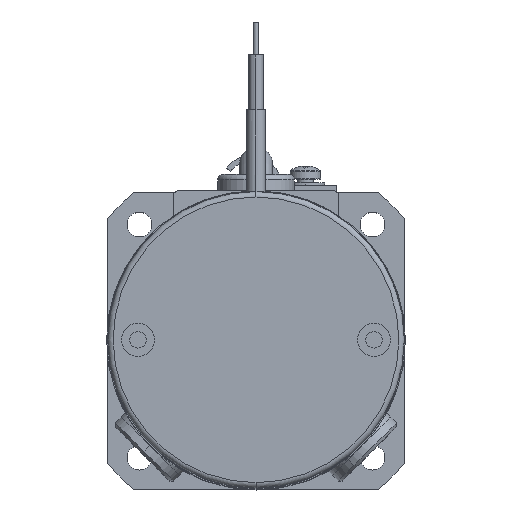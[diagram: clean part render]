
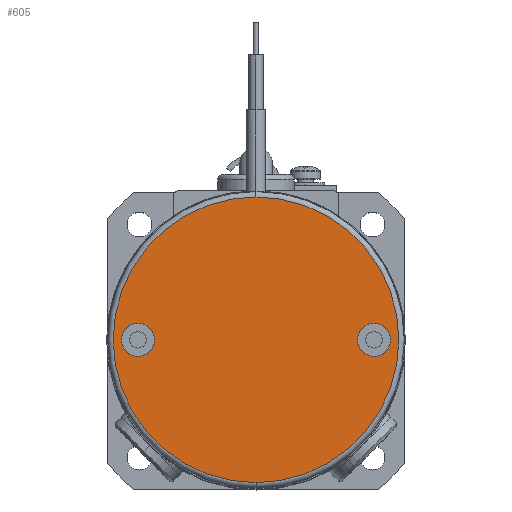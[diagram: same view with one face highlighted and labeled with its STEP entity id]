
A CAD part, top view. The second image highlights one B-rep face of the part: STEP entity #605.
In plain terms, the highlighted planar face has unit normal (0, 0, 1).
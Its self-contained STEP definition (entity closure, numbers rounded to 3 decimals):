
#36 = AXIS2_PLACEMENT_3D ( 'NONE', #1973, #123, #3406 ) ;
#123 = DIRECTION ( 'NONE',  ( 0., 0., 1. ) ) ;
#136 = CARTESIAN_POINT ( 'NONE',  ( 0., 0., 75. ) ) ;
#600 = PLANE ( 'NONE',  #36 ) ;
#605 = ADVANCED_FACE ( 'Defeature ausgef�hrt1_28', ( #4580, #3285, #3237 ), #600, .T. ) ;
#626 = AXIS2_PLACEMENT_3D ( 'NONE', #136, #1294, #1389 ) ;
#671 = VERTEX_POINT ( 'NONE', #687 ) ;
#687 = CARTESIAN_POINT ( 'NONE',  ( 21.5, -3., 75. ) ) ;
#752 = EDGE_LOOP ( 'NONE', ( #5157, #4891 ) ) ;
#923 = CIRCLE ( 'NONE', #1753, 26. ) ;
#1106 = CIRCLE ( 'NONE', #6614, 3. ) ;
#1294 = DIRECTION ( 'NONE',  ( 0., 0., 1. ) ) ;
#1298 = DIRECTION ( 'NONE',  ( 0., -1., 0. ) ) ;
#1389 = DIRECTION ( 'NONE',  ( 0., -1., 0. ) ) ;
#1397 = EDGE_CURVE ( 'NONE', #2176, #3294, #7502, .T. ) ;
#1540 = DIRECTION ( 'NONE',  ( 0., -1., 0. ) ) ;
#1753 = AXIS2_PLACEMENT_3D ( 'NONE', #5392, #2797, #6074 ) ;
#1825 = VERTEX_POINT ( 'NONE', #8005 ) ;
#1827 = CARTESIAN_POINT ( 'NONE',  ( 0., -26., 75. ) ) ;
#1867 = CARTESIAN_POINT ( 'NONE',  ( 21.5, 0., 75. ) ) ;
#1973 = CARTESIAN_POINT ( 'NONE',  ( 0., 0., 75. ) ) ;
#2114 = DIRECTION ( 'NONE',  ( 0., 0., 1. ) ) ;
#2176 = VERTEX_POINT ( 'NONE', #7450 ) ;
#2219 = EDGE_LOOP ( 'NONE', ( #4303, #2605 ) ) ;
#2504 = EDGE_CURVE ( 'NONE', #7437, #1825, #7649, .T. ) ;
#2580 = EDGE_CURVE ( 'NONE', #3294, #2176, #923, .T. ) ;
#2605 = ORIENTED_EDGE ( 'NONE', *, *, #6009, .F. ) ;
#2797 = DIRECTION ( 'NONE',  ( 0., 0., 1. ) ) ;
#3186 = CIRCLE ( 'NONE', #5930, 3. ) ;
#3237 = FACE_OUTER_BOUND ( 'NONE', #752, .T. ) ;
#3285 = FACE_BOUND ( 'NONE', #2219, .T. ) ;
#3294 = VERTEX_POINT ( 'NONE', #1827 ) ;
#3403 = DIRECTION ( 'NONE',  ( 0., 0., 1. ) ) ;
#3404 = EDGE_CURVE ( 'NONE', #1825, #7437, #6976, .T. ) ;
#3406 = DIRECTION ( 'NONE',  ( 0., -1., 0. ) ) ;
#3470 = ORIENTED_EDGE ( 'NONE', *, *, #2504, .F. ) ;
#3962 = AXIS2_PLACEMENT_3D ( 'NONE', #6110, #3403, #1540 ) ;
#4170 = ORIENTED_EDGE ( 'NONE', *, *, #3404, .F. ) ;
#4303 = ORIENTED_EDGE ( 'NONE', *, *, #5739, .F. ) ;
#4396 = DIRECTION ( 'NONE',  ( 0., 0., 1. ) ) ;
#4580 = FACE_BOUND ( 'NONE', #8371, .T. ) ;
#4795 = AXIS2_PLACEMENT_3D ( 'NONE', #6892, #5937, #7247 ) ;
#4891 = ORIENTED_EDGE ( 'NONE', *, *, #1397, .T. ) ;
#5157 = ORIENTED_EDGE ( 'NONE', *, *, #2580, .T. ) ;
#5280 = CARTESIAN_POINT ( 'NONE',  ( 21.5, 0., 75. ) ) ;
#5392 = CARTESIAN_POINT ( 'NONE',  ( 0., 0., 75. ) ) ;
#5739 = EDGE_CURVE ( 'NONE', #671, #6252, #3186, .T. ) ;
#5930 = AXIS2_PLACEMENT_3D ( 'NONE', #1867, #4396, #6523 ) ;
#5937 = DIRECTION ( 'NONE',  ( 0., 0., 1. ) ) ;
#6009 = EDGE_CURVE ( 'NONE', #6252, #671, #1106, .T. ) ;
#6074 = DIRECTION ( 'NONE',  ( 0., -1., 0. ) ) ;
#6110 = CARTESIAN_POINT ( 'NONE',  ( -21.5, 0., 75. ) ) ;
#6252 = VERTEX_POINT ( 'NONE', #7418 ) ;
#6523 = DIRECTION ( 'NONE',  ( 0., -1., 0. ) ) ;
#6614 = AXIS2_PLACEMENT_3D ( 'NONE', #5280, #2114, #1298 ) ;
#6892 = CARTESIAN_POINT ( 'NONE',  ( -21.5, 0., 75. ) ) ;
#6976 = CIRCLE ( 'NONE', #4795, 3. ) ;
#7247 = DIRECTION ( 'NONE',  ( 0., -1., 0. ) ) ;
#7418 = CARTESIAN_POINT ( 'NONE',  ( 21.5, 3., 75. ) ) ;
#7437 = VERTEX_POINT ( 'NONE', #7951 ) ;
#7450 = CARTESIAN_POINT ( 'NONE',  ( 0., 26., 75. ) ) ;
#7502 = CIRCLE ( 'NONE', #626, 26. ) ;
#7649 = CIRCLE ( 'NONE', #3962, 3. ) ;
#7951 = CARTESIAN_POINT ( 'NONE',  ( -21.5, 3., 75. ) ) ;
#8005 = CARTESIAN_POINT ( 'NONE',  ( -21.5, -3., 75. ) ) ;
#8371 = EDGE_LOOP ( 'NONE', ( #4170, #3470 ) ) ;
